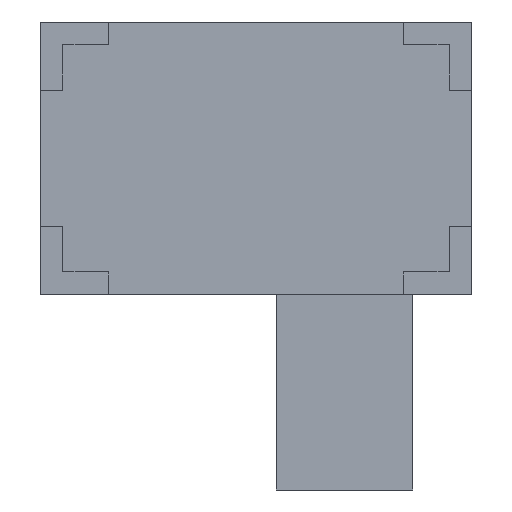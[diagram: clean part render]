
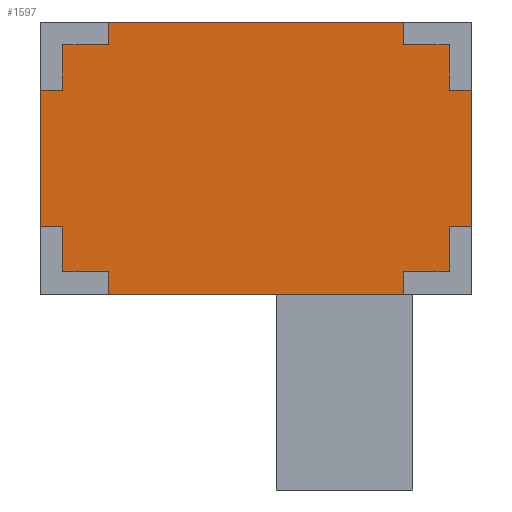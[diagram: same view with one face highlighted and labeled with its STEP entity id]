
A CAD part, front view. The second image highlights one B-rep face of the part: STEP entity #1597.
In plain terms, the highlighted planar face has unit normal (0, -1, 0).
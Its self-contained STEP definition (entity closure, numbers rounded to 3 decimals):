
#20 = VERTEX_POINT ( 'NONE', #33 ) ;
#33 = CARTESIAN_POINT ( 'NONE',  ( -42.5, 0., -25. ) ) ;
#39 = FACE_OUTER_BOUND ( 'NONE', #949, .T. ) ;
#53 = EDGE_CURVE ( 'NONE', #2101, #994, #458, .T. ) ;
#62 = LINE ( 'NONE', #1998, #1891 ) ;
#75 = CARTESIAN_POINT ( 'NONE',  ( 42.5, 0., 15. ) ) ;
#140 = EDGE_CURVE ( 'NONE', #367, #2101, #2070, .T. ) ;
#145 = CARTESIAN_POINT ( 'NONE',  ( 42.5, 0., -25. ) ) ;
#163 = ORIENTED_EDGE ( 'NONE', *, *, #2281, .F. ) ;
#174 = ORIENTED_EDGE ( 'NONE', *, *, #1813, .F. ) ;
#180 = LINE ( 'NONE', #1200, #1427 ) ;
#196 = CARTESIAN_POINT ( 'NONE',  ( -42.5, 0., 25. ) ) ;
#209 = VECTOR ( 'NONE', #1740, 1000. ) ;
#223 = LINE ( 'NONE', #1069, #1618 ) ;
#226 = CARTESIAN_POINT ( 'NONE',  ( -47.5, 0., -15. ) ) ;
#260 = CARTESIAN_POINT ( 'NONE',  ( -32.5, 0., -25. ) ) ;
#274 = LINE ( 'NONE', #334, #356 ) ;
#276 = EDGE_CURVE ( 'NONE', #994, #1442, #180, .T. ) ;
#289 = VECTOR ( 'NONE', #2099, 1000. ) ;
#300 = VERTEX_POINT ( 'NONE', #1003 ) ;
#317 = CARTESIAN_POINT ( 'NONE',  ( -47.5, 0., 15. ) ) ;
#323 = CARTESIAN_POINT ( 'NONE',  ( -42.5, 0., -15. ) ) ;
#332 = DIRECTION ( 'NONE',  ( 0., 0., 1. ) ) ;
#334 = CARTESIAN_POINT ( 'NONE',  ( -47.5, 0., -30. ) ) ;
#340 = VECTOR ( 'NONE', #1765, 1000. ) ;
#343 = DIRECTION ( 'NONE',  ( -1., 0., 0. ) ) ;
#356 = VECTOR ( 'NONE', #343, 1000. ) ;
#365 = CARTESIAN_POINT ( 'NONE',  ( -42.5, 0., 15. ) ) ;
#367 = VERTEX_POINT ( 'NONE', #837 ) ;
#404 = VECTOR ( 'NONE', #1452, 1000. ) ;
#405 = VECTOR ( 'NONE', #883, 1000. ) ;
#408 = LINE ( 'NONE', #1236, #494 ) ;
#412 = VERTEX_POINT ( 'NONE', #1172 ) ;
#416 = DIRECTION ( 'NONE',  ( 0., 0., 1. ) ) ;
#441 = ORIENTED_EDGE ( 'NONE', *, *, #1624, .F. ) ;
#458 = LINE ( 'NONE', #365, #1659 ) ;
#467 = VERTEX_POINT ( 'NONE', #1500 ) ;
#470 = CARTESIAN_POINT ( 'NONE',  ( -42.5, 0., 15. ) ) ;
#473 = EDGE_CURVE ( 'NONE', #1913, #615, #1682, .T. ) ;
#477 = ORIENTED_EDGE ( 'NONE', *, *, #1191, .F. ) ;
#482 = VERTEX_POINT ( 'NONE', #1340 ) ;
#494 = VECTOR ( 'NONE', #823, 1000. ) ;
#496 = CARTESIAN_POINT ( 'NONE',  ( -32.5, 0., -30. ) ) ;
#528 = LINE ( 'NONE', #1066, #1276 ) ;
#571 = DIRECTION ( 'NONE',  ( -1., 0., 0. ) ) ;
#576 = VERTEX_POINT ( 'NONE', #260 ) ;
#580 = LINE ( 'NONE', #913, #404 ) ;
#606 = VECTOR ( 'NONE', #1467, 1000. ) ;
#615 = VERTEX_POINT ( 'NONE', #1869 ) ;
#643 = DIRECTION ( 'NONE',  ( 0., 0., 1. ) ) ;
#658 = ORIENTED_EDGE ( 'NONE', *, *, #1575, .F. ) ;
#673 = VECTOR ( 'NONE', #332, 1000. ) ;
#681 = VERTEX_POINT ( 'NONE', #2076 ) ;
#683 = DIRECTION ( 'NONE',  ( 0., 1., 0. ) ) ;
#687 = VERTEX_POINT ( 'NONE', #1000 ) ;
#701 = VECTOR ( 'NONE', #1781, 1000. ) ;
#705 = LINE ( 'NONE', #1892, #2203 ) ;
#706 = DIRECTION ( 'NONE',  ( 0., 0., 1. ) ) ;
#715 = EDGE_CURVE ( 'NONE', #576, #20, #836, .T. ) ;
#738 = VERTEX_POINT ( 'NONE', #2218 ) ;
#742 = VERTEX_POINT ( 'NONE', #1335 ) ;
#775 = ORIENTED_EDGE ( 'NONE', *, *, #715, .F. ) ;
#820 = EDGE_CURVE ( 'NONE', #412, #681, #408, .T. ) ;
#823 = DIRECTION ( 'NONE',  ( 0., 0., -1. ) ) ;
#836 = LINE ( 'NONE', #954, #1458 ) ;
#837 = CARTESIAN_POINT ( 'NONE',  ( -47.5, 0., -15. ) ) ;
#861 = ORIENTED_EDGE ( 'NONE', *, *, #1734, .F. ) ;
#869 = ORIENTED_EDGE ( 'NONE', *, *, #917, .F. ) ;
#883 = DIRECTION ( 'NONE',  ( 0., 0., 1. ) ) ;
#913 = CARTESIAN_POINT ( 'NONE',  ( 32.5, 0., 25. ) ) ;
#917 = EDGE_CURVE ( 'NONE', #615, #482, #1544, .T. ) ;
#946 = EDGE_CURVE ( 'NONE', #1113, #738, #528, .T. ) ;
#949 = EDGE_LOOP ( 'NONE', ( #1146, #658, #1736, #441, #1647, #861, #869, #2211, #477, #2075, #1441, #163, #1111, #2224, #1091, #1793, #1801, #174, #1948, #775 ) ) ;
#954 = CARTESIAN_POINT ( 'NONE',  ( -42.5, 0., -25. ) ) ;
#970 = LINE ( 'NONE', #323, #673 ) ;
#994 = VERTEX_POINT ( 'NONE', #470 ) ;
#1000 = CARTESIAN_POINT ( 'NONE',  ( 32.5, 0., -30. ) ) ;
#1003 = CARTESIAN_POINT ( 'NONE',  ( 42.5, 0., -25. ) ) ;
#1015 = EDGE_CURVE ( 'NONE', #2138, #687, #705, .T. ) ;
#1018 = DIRECTION ( 'NONE',  ( 0., 0., -1. ) ) ;
#1052 = CARTESIAN_POINT ( 'NONE',  ( -42.5, 0., -15. ) ) ;
#1066 = CARTESIAN_POINT ( 'NONE',  ( -32.5, 0., 30. ) ) ;
#1069 = CARTESIAN_POINT ( 'NONE',  ( -47.5, 0., 30. ) ) ;
#1073 = CARTESIAN_POINT ( 'NONE',  ( 0., 0., 0. ) ) ;
#1091 = ORIENTED_EDGE ( 'NONE', *, *, #276, .F. ) ;
#1111 = ORIENTED_EDGE ( 'NONE', *, *, #946, .F. ) ;
#1113 = VERTEX_POINT ( 'NONE', #1392 ) ;
#1131 = EDGE_CURVE ( 'NONE', #1442, #1113, #1739, .T. ) ;
#1146 = ORIENTED_EDGE ( 'NONE', *, *, #2007, .F. ) ;
#1172 = CARTESIAN_POINT ( 'NONE',  ( 32.5, 0., 30. ) ) ;
#1182 = LINE ( 'NONE', #1592, #701 ) ;
#1191 = EDGE_CURVE ( 'NONE', #742, #1913, #1302, .T. ) ;
#1200 = CARTESIAN_POINT ( 'NONE',  ( -42.5, 0., 25. ) ) ;
#1236 = CARTESIAN_POINT ( 'NONE',  ( 32.5, 0., 30. ) ) ;
#1276 = VECTOR ( 'NONE', #1603, 1000. ) ;
#1285 = DIRECTION ( 'NONE',  ( 1., 0., 0. ) ) ;
#1297 = EDGE_CURVE ( 'NONE', #20, #2237, #970, .T. ) ;
#1302 = LINE ( 'NONE', #1381, #340 ) ;
#1335 = CARTESIAN_POINT ( 'NONE',  ( 42.5, 0., 25. ) ) ;
#1340 = CARTESIAN_POINT ( 'NONE',  ( 47.5, 0., -15. ) ) ;
#1381 = CARTESIAN_POINT ( 'NONE',  ( 42.5, 0., 25. ) ) ;
#1392 = CARTESIAN_POINT ( 'NONE',  ( -32.5, 0., 25. ) ) ;
#1427 = VECTOR ( 'NONE', #643, 1000. ) ;
#1441 = ORIENTED_EDGE ( 'NONE', *, *, #820, .F. ) ;
#1442 = VERTEX_POINT ( 'NONE', #196 ) ;
#1452 = DIRECTION ( 'NONE',  ( 1., 0., 0. ) ) ;
#1458 = VECTOR ( 'NONE', #1513, 1000. ) ;
#1467 = DIRECTION ( 'NONE',  ( -1., 0., 0. ) ) ;
#1500 = CARTESIAN_POINT ( 'NONE',  ( 42.5, 0., -15. ) ) ;
#1513 = DIRECTION ( 'NONE',  ( -1., 0., 0. ) ) ;
#1544 = LINE ( 'NONE', #2116, #209 ) ;
#1560 = CARTESIAN_POINT ( 'NONE',  ( 32.5, 0., -25. ) ) ;
#1575 = EDGE_CURVE ( 'NONE', #687, #1651, #274, .T. ) ;
#1592 = CARTESIAN_POINT ( 'NONE',  ( 32.5, 0., -25. ) ) ;
#1597 = ADVANCED_FACE ( 'NONE', ( #39 ), #1944, .F. ) ;
#1603 = DIRECTION ( 'NONE',  ( 0., 0., 1. ) ) ;
#1605 = AXIS2_PLACEMENT_3D ( 'NONE', #1073, #683, #706 ) ;
#1618 = VECTOR ( 'NONE', #1767, 1000. ) ;
#1624 = EDGE_CURVE ( 'NONE', #300, #2138, #1182, .T. ) ;
#1647 = ORIENTED_EDGE ( 'NONE', *, *, #2141, .F. ) ;
#1651 = VERTEX_POINT ( 'NONE', #496 ) ;
#1659 = VECTOR ( 'NONE', #1285, 1000. ) ;
#1665 = CARTESIAN_POINT ( 'NONE',  ( 42.5, 0., 15. ) ) ;
#1674 = VECTOR ( 'NONE', #416, 1000. ) ;
#1682 = LINE ( 'NONE', #75, #2069 ) ;
#1734 = EDGE_CURVE ( 'NONE', #482, #467, #62, .T. ) ;
#1736 = ORIENTED_EDGE ( 'NONE', *, *, #1015, .F. ) ;
#1739 = LINE ( 'NONE', #1758, #1840 ) ;
#1740 = DIRECTION ( 'NONE',  ( 0., 0., -1. ) ) ;
#1751 = DIRECTION ( 'NONE',  ( 1., 0., 0. ) ) ;
#1757 = EDGE_CURVE ( 'NONE', #681, #742, #580, .T. ) ;
#1758 = CARTESIAN_POINT ( 'NONE',  ( -32.5, 0., 25. ) ) ;
#1765 = DIRECTION ( 'NONE',  ( 0., 0., -1. ) ) ;
#1767 = DIRECTION ( 'NONE',  ( 1., 0., 0. ) ) ;
#1781 = DIRECTION ( 'NONE',  ( -1., 0., 0. ) ) ;
#1793 = ORIENTED_EDGE ( 'NONE', *, *, #53, .F. ) ;
#1797 = CARTESIAN_POINT ( 'NONE',  ( -47.5, 0., -30. ) ) ;
#1801 = ORIENTED_EDGE ( 'NONE', *, *, #140, .F. ) ;
#1813 = EDGE_CURVE ( 'NONE', #2237, #367, #1895, .T. ) ;
#1840 = VECTOR ( 'NONE', #1751, 1000. ) ;
#1868 = CARTESIAN_POINT ( 'NONE',  ( -32.5, 0., -25. ) ) ;
#1869 = CARTESIAN_POINT ( 'NONE',  ( 47.5, 0., 15. ) ) ;
#1891 = VECTOR ( 'NONE', #571, 1000. ) ;
#1892 = CARTESIAN_POINT ( 'NONE',  ( 32.5, 0., -30. ) ) ;
#1895 = LINE ( 'NONE', #226, #606 ) ;
#1913 = VERTEX_POINT ( 'NONE', #1665 ) ;
#1944 = PLANE ( 'NONE',  #1605 ) ;
#1948 = ORIENTED_EDGE ( 'NONE', *, *, #1297, .F. ) ;
#1998 = CARTESIAN_POINT ( 'NONE',  ( 42.5, 0., -15. ) ) ;
#2007 = EDGE_CURVE ( 'NONE', #1651, #576, #2152, .T. ) ;
#2032 = DIRECTION ( 'NONE',  ( 1., 0., 0. ) ) ;
#2069 = VECTOR ( 'NONE', #2032, 1000. ) ;
#2070 = LINE ( 'NONE', #1797, #405 ) ;
#2075 = ORIENTED_EDGE ( 'NONE', *, *, #1757, .F. ) ;
#2076 = CARTESIAN_POINT ( 'NONE',  ( 32.5, 0., 25. ) ) ;
#2099 = DIRECTION ( 'NONE',  ( 0., 0., -1. ) ) ;
#2101 = VERTEX_POINT ( 'NONE', #317 ) ;
#2116 = CARTESIAN_POINT ( 'NONE',  ( 47.5, 0., -30. ) ) ;
#2138 = VERTEX_POINT ( 'NONE', #1560 ) ;
#2141 = EDGE_CURVE ( 'NONE', #467, #300, #2183, .T. ) ;
#2152 = LINE ( 'NONE', #1868, #1674 ) ;
#2183 = LINE ( 'NONE', #145, #289 ) ;
#2203 = VECTOR ( 'NONE', #1018, 1000. ) ;
#2211 = ORIENTED_EDGE ( 'NONE', *, *, #473, .F. ) ;
#2218 = CARTESIAN_POINT ( 'NONE',  ( -32.5, 0., 30. ) ) ;
#2224 = ORIENTED_EDGE ( 'NONE', *, *, #1131, .F. ) ;
#2237 = VERTEX_POINT ( 'NONE', #1052 ) ;
#2281 = EDGE_CURVE ( 'NONE', #738, #412, #223, .T. ) ;
